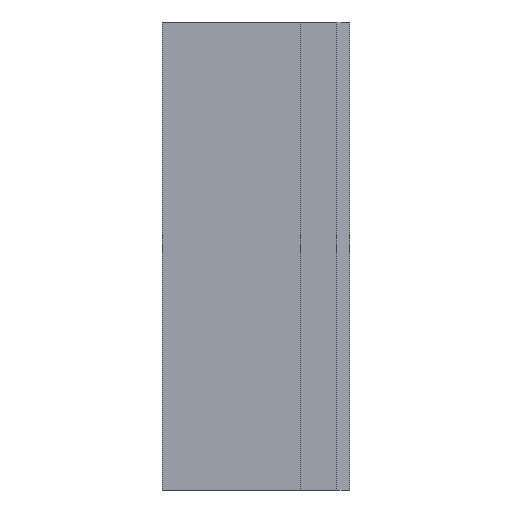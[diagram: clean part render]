
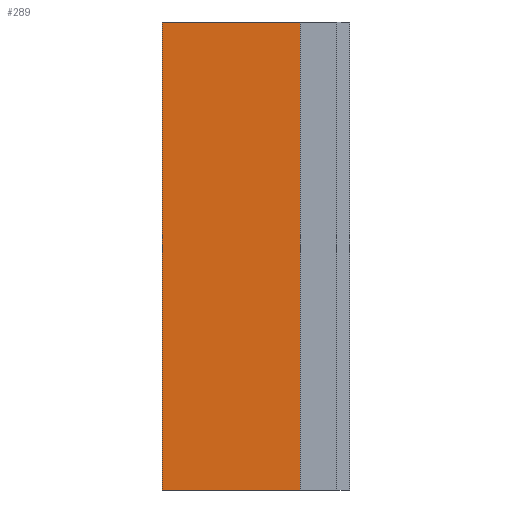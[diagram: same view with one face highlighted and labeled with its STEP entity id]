
A CAD part, left-side view. The second image highlights one B-rep face of the part: STEP entity #289.
In plain terms, the highlighted planar face has unit normal (-1, 0, 0).
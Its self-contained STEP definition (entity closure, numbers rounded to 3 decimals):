
#233=CARTESIAN_POINT('',(-4.1,40.,0.0));
#234=VERTEX_POINT('',#233);
#241=CARTESIAN_POINT('',(-4.1,40.,100.0));
#242=VERTEX_POINT('',#241);
#243=CARTESIAN_POINT('',(-4.1,40.,0.0));
#244=DIRECTION('',(0.0,0.0,1.0));
#245=VECTOR('',#244,100.0);
#246=LINE('',#243,#245);
#247=EDGE_CURVE('',#234,#242,#246,.T.);
#259=CARTESIAN_POINT('',(-4.1,40.,0.0));
#260=DIRECTION('',(-1.0,0.0,0.0));
#261=DIRECTION('',(0.0,-1.0,0.0));
#262=AXIS2_PLACEMENT_3D('',#259,#260,#261);
#263=PLANE('',#262);
#264=CARTESIAN_POINT('',(-4.1,10.5,0.0));
#265=VERTEX_POINT('',#264);
#266=CARTESIAN_POINT('',(-4.1,40.,0.0));
#267=DIRECTION('',(0.0,-1.0,0.0));
#268=VECTOR('',#267,29.5);
#269=LINE('',#266,#268);
#270=EDGE_CURVE('',#234,#265,#269,.T.);
#271=ORIENTED_EDGE('',*,*,#270,.T.);
#272=CARTESIAN_POINT('',(-4.1,10.5,100.0));
#273=VERTEX_POINT('',#272);
#274=CARTESIAN_POINT('',(-4.1,10.5,0.0));
#275=DIRECTION('',(0.0,0.0,1.0));
#276=VECTOR('',#275,100.0);
#277=LINE('',#274,#276);
#278=EDGE_CURVE('',#265,#273,#277,.T.);
#279=ORIENTED_EDGE('',*,*,#278,.T.);
#280=CARTESIAN_POINT('',(-4.1,40.,100.0));
#281=DIRECTION('',(0.0,-1.0,0.0));
#282=VECTOR('',#281,29.5);
#283=LINE('',#280,#282);
#284=EDGE_CURVE('',#242,#273,#283,.T.);
#285=ORIENTED_EDGE('',*,*,#284,.F.);
#286=ORIENTED_EDGE('',*,*,#247,.F.);
#287=EDGE_LOOP('',(#271,#279,#285,#286));
#288=FACE_OUTER_BOUND('',#287,.T.);
#289=ADVANCED_FACE('',(#288),#263,.T.);
